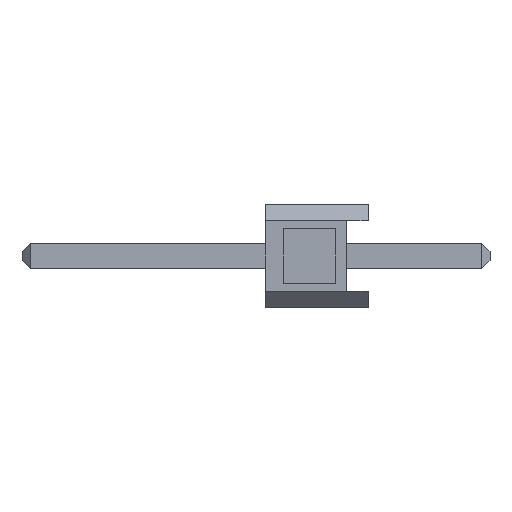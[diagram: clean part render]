
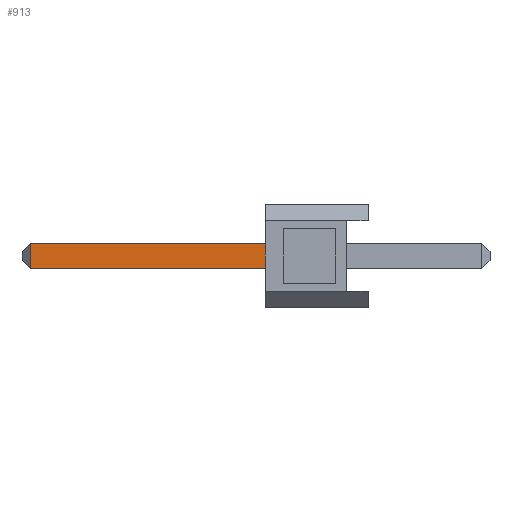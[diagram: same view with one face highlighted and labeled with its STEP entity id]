
A CAD part, left-side view. The second image highlights one B-rep face of the part: STEP entity #913.
In plain terms, the highlighted planar face has unit normal (-1, 0, 0).
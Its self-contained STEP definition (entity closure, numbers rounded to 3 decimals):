
#25 = LINE ( 'NONE', #920, #1821 ) ;
#37 = EDGE_CURVE ( 'NONE', #891, #832, #25, .T. ) ;
#67 = LINE ( 'NONE', #578, #813 ) ;
#68 = CARTESIAN_POINT ( 'NONE',  ( -0.32, 8.34, -0.32 ) ) ;
#107 = CARTESIAN_POINT ( 'NONE',  ( -0.32, 2.54, -0.32 ) ) ;
#249 = EDGE_CURVE ( 'NONE', #1167, #709, #1897, .T. ) ;
#284 = DIRECTION ( 'NONE',  ( 0., 0., 1. ) ) ;
#363 = CARTESIAN_POINT ( 'NONE',  ( -0.32, 8.34, -0.32 ) ) ;
#385 = DIRECTION ( 'NONE',  ( 0., 1., 0. ) ) ;
#433 = PLANE ( 'NONE',  #841 ) ;
#447 = DIRECTION ( 'NONE',  ( -1., 0., 0. ) ) ;
#518 = ORIENTED_EDGE ( 'NONE', *, *, #37, .T. ) ;
#578 = CARTESIAN_POINT ( 'NONE',  ( -0.32, 2.54, 0. ) ) ;
#584 = CARTESIAN_POINT ( 'NONE',  ( -0.32, -3., -0.32 ) ) ;
#661 = CARTESIAN_POINT ( 'NONE',  ( -0.32, 8.34, 0.32 ) ) ;
#684 = CARTESIAN_POINT ( 'NONE',  ( -0.32, 2.54, 0.32 ) ) ;
#691 = DIRECTION ( 'NONE',  ( 0., 0., -1. ) ) ;
#703 = ORIENTED_EDGE ( 'NONE', *, *, #1669, .F. ) ;
#709 = VERTEX_POINT ( 'NONE', #68 ) ;
#813 = VECTOR ( 'NONE', #1411, 1000. ) ;
#832 = VERTEX_POINT ( 'NONE', #661 ) ;
#841 = AXIS2_PLACEMENT_3D ( 'NONE', #584, #447, #284 ) ;
#891 = VERTEX_POINT ( 'NONE', #684 ) ;
#913 = ADVANCED_FACE ( 'NONE', ( #939 ), #433, .T. ) ;
#920 = CARTESIAN_POINT ( 'NONE',  ( -0.32, -3., 0.32 ) ) ;
#939 = FACE_OUTER_BOUND ( 'NONE', #1602, .T. ) ;
#960 = ORIENTED_EDGE ( 'NONE', *, *, #249, .F. ) ;
#1014 = LINE ( 'NONE', #363, #1873 ) ;
#1081 = VECTOR ( 'NONE', #1722, 1000. ) ;
#1159 = ORIENTED_EDGE ( 'NONE', *, *, #1372, .T. ) ;
#1167 = VERTEX_POINT ( 'NONE', #107 ) ;
#1372 = EDGE_CURVE ( 'NONE', #832, #709, #1014, .T. ) ;
#1411 = DIRECTION ( 'NONE',  ( 0., 0., -1. ) ) ;
#1602 = EDGE_LOOP ( 'NONE', ( #518, #1159, #960, #703 ) ) ;
#1669 = EDGE_CURVE ( 'NONE', #891, #1167, #67, .T. ) ;
#1722 = DIRECTION ( 'NONE',  ( 0., 1., 0. ) ) ;
#1821 = VECTOR ( 'NONE', #385, 1000. ) ;
#1873 = VECTOR ( 'NONE', #691, 1000. ) ;
#1876 = CARTESIAN_POINT ( 'NONE',  ( -0.32, -3., -0.32 ) ) ;
#1897 = LINE ( 'NONE', #1876, #1081 ) ;
